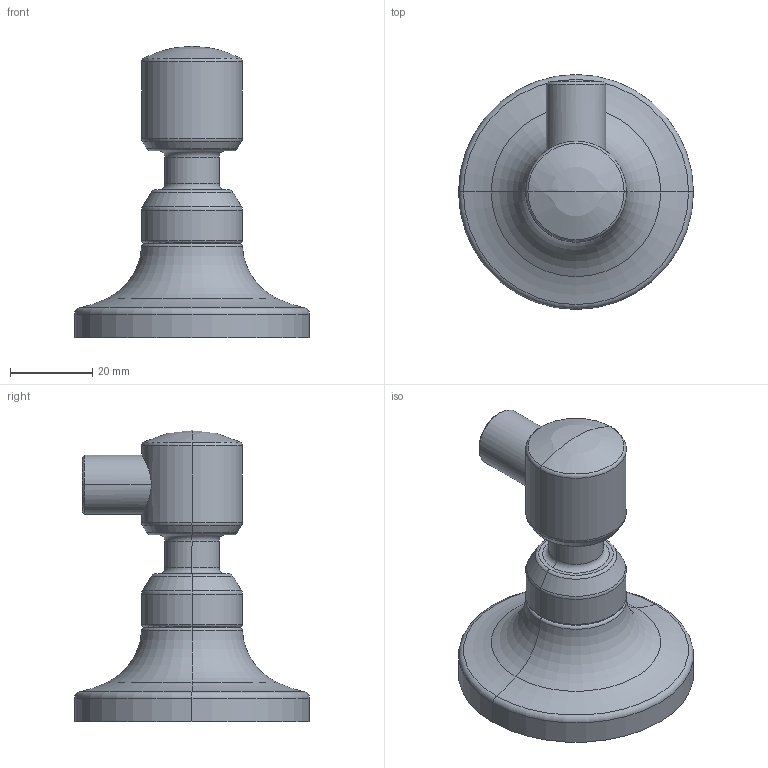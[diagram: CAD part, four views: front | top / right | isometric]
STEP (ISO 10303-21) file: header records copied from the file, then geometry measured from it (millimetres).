
FILE_DESCRIPTION((''),'2;1');
FILE_NAME('3250-1650','2022-07-05T09:25:17',('rsmith'),(''),'CREO PARAMETRIC BY PTC INC, 2019352','CREO PARAMETRIC BY PTC INC, 2019352','');
FILE_SCHEMA(('CONFIG_CONTROL_DESIGN'));
Length unit declared in the file: inch
Products named in the file (1): 3250-1650
Bounding box: 57.15 x 57.15 x 70.87 mm (x, y, z)
Volume: 52331.4 mm3; surface area: 11415.3 mm2
Topology: 1 solids, 1 shells, 50 faces, 100 edges, 55 vertices
Faces by surface type: torus 24, cylinder 12, plane 6, cone 6, sphere 2
Entity records: 1384 total; most frequent: DIRECTION 274, CARTESIAN_POINT 259, ORIENTED_EDGE 196, AXIS2_PLACEMENT_3D 128, EDGE_CURVE 98, CIRCLE 78, VERTEX_POINT 55, EDGE_LOOP 55
